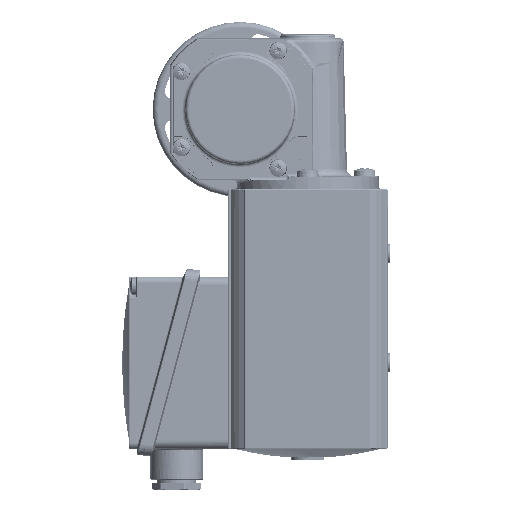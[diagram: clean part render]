
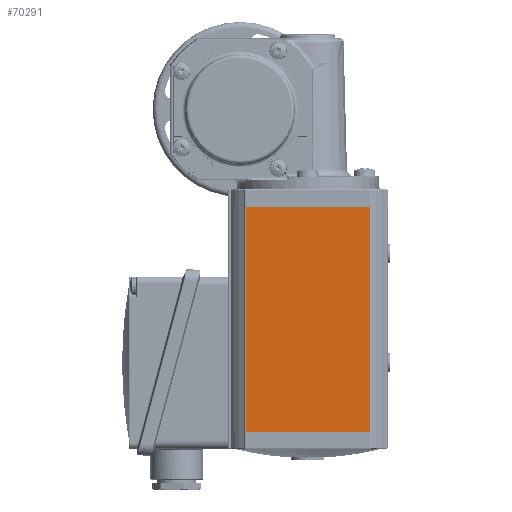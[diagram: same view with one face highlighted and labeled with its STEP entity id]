
A CAD part, left-side view. The second image highlights one B-rep face of the part: STEP entity #70291.
In plain terms, the highlighted planar face has unit normal (-1, 0, 0).
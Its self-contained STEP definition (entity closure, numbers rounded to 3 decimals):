
#8215 = VECTOR ( 'NONE', #44236, 1000. ) ;
#12737 = DIRECTION ( 'NONE',  ( 0., -1., 0. ) ) ;
#13973 = LINE ( 'NONE', #208378, #8215 ) ;
#14235 = DIRECTION ( 'NONE',  ( 0., 1., 0. ) ) ;
#22490 = ORIENTED_EDGE ( 'NONE', *, *, #97557, .T. ) ;
#43850 = EDGE_CURVE ( 'NONE', #187017, #205139, #208304, .T. ) ;
#44236 = DIRECTION ( 'NONE',  ( 0., 0., 1. ) ) ;
#48164 = ORIENTED_EDGE ( 'NONE', *, *, #43850, .T. ) ;
#62056 = LINE ( 'NONE', #119464, #201667 ) ;
#63013 = VECTOR ( 'NONE', #14235, 1000. ) ;
#70291 = ADVANCED_FACE ( 'NONE', ( #72668 ), #121367, .T. ) ;
#72668 = FACE_OUTER_BOUND ( 'NONE', #129411, .T. ) ;
#80729 = VERTEX_POINT ( 'NONE', #208432 ) ;
#84275 = DIRECTION ( 'NONE',  ( 0., -1., 0. ) ) ;
#84836 = ORIENTED_EDGE ( 'NONE', *, *, #218546, .T. ) ;
#97557 = EDGE_CURVE ( 'NONE', #80729, #106325, #62056, .T. ) ;
#106325 = VERTEX_POINT ( 'NONE', #167796 ) ;
#108520 = ORIENTED_EDGE ( 'NONE', *, *, #175102, .F. ) ;
#119464 = CARTESIAN_POINT ( 'NONE',  ( -36.5, 36.5, -103.5 ) ) ;
#121367 = PLANE ( 'NONE',  #189897 ) ;
#122166 = DIRECTION ( 'NONE',  ( -1., 0., 0. ) ) ;
#123612 = CARTESIAN_POINT ( 'NONE',  ( -36.5, 36.5, -0.5 ) ) ;
#129411 = EDGE_LOOP ( 'NONE', ( #108520, #22490, #84836, #48164 ) ) ;
#135811 = CARTESIAN_POINT ( 'NONE',  ( -36.5, -28.5, -0.5 ) ) ;
#144982 = LINE ( 'NONE', #191601, #187603 ) ;
#167796 = CARTESIAN_POINT ( 'NONE',  ( -36.5, -28.5, -103.5 ) ) ;
#175102 = EDGE_CURVE ( 'NONE', #80729, #205139, #13973, .T. ) ;
#187017 = VERTEX_POINT ( 'NONE', #135811 ) ;
#187603 = VECTOR ( 'NONE', #209972, 1000. ) ;
#189897 = AXIS2_PLACEMENT_3D ( 'NONE', #230949, #122166, #12737 ) ;
#191601 = CARTESIAN_POINT ( 'NONE',  ( -36.5, -28.5, -104. ) ) ;
#197580 = CARTESIAN_POINT ( 'NONE',  ( -36.5, 28.5, -0.5 ) ) ;
#201667 = VECTOR ( 'NONE', #84275, 1000. ) ;
#205139 = VERTEX_POINT ( 'NONE', #197580 ) ;
#208304 = LINE ( 'NONE', #123612, #63013 ) ;
#208378 = CARTESIAN_POINT ( 'NONE',  ( -36.5, 28.5, -104. ) ) ;
#208432 = CARTESIAN_POINT ( 'NONE',  ( -36.5, 28.5, -103.5 ) ) ;
#209972 = DIRECTION ( 'NONE',  ( 0., 0., 1. ) ) ;
#218546 = EDGE_CURVE ( 'NONE', #106325, #187017, #144982, .T. ) ;
#230949 = CARTESIAN_POINT ( 'NONE',  ( -36.5, 36.5, -104. ) ) ;
